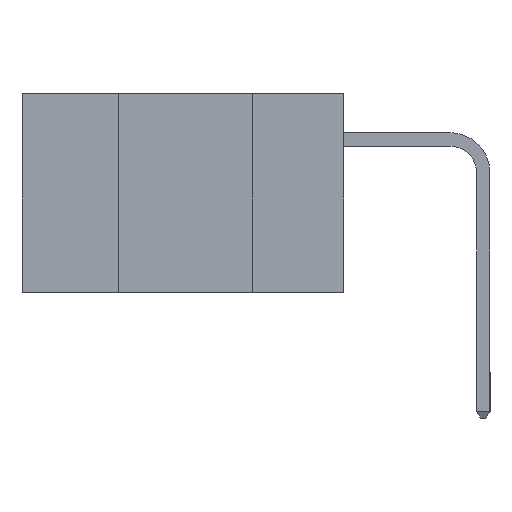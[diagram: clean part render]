
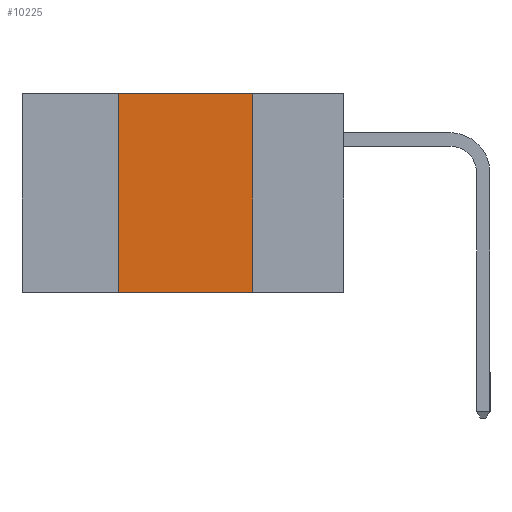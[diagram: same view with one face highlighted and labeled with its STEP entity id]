
A CAD part, left-side view. The second image highlights one B-rep face of the part: STEP entity #10225.
In plain terms, the highlighted planar face has unit normal (-1, 0, 0).
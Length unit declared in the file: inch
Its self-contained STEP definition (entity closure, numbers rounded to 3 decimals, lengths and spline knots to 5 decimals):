
#968 = CARTESIAN_POINT ( 'NONE',  ( 0., 0.6, 0. ) ) ;
#984 = CARTESIAN_POINT ( 'NONE',  ( 0., 0.6, 0. ) ) ;
#1367 = CARTESIAN_POINT ( 'NONE',  ( 0., 0.42, 0. ) ) ;
#1526 = VERTEX_POINT ( 'NONE', #8880 ) ;
#2574 = EDGE_CURVE ( 'NONE', #1526, #6751, #9521, .T. ) ;
#2606 = DIRECTION ( 'NONE',  ( 0., 0., -1. ) ) ;
#2746 = ORIENTED_EDGE ( 'NONE', *, *, #4778, .F. ) ;
#3080 = DIRECTION ( 'NONE',  ( 0., 0., -1. ) ) ;
#3136 = VECTOR ( 'NONE', #7557, 39.37008 ) ;
#3403 = EDGE_LOOP ( 'NONE', ( #8647, #2746, #9745, #8138 ) ) ;
#3484 = CARTESIAN_POINT ( 'NONE',  ( 0., 0.6, -0.37 ) ) ;
#3736 = VERTEX_POINT ( 'NONE', #1367 ) ;
#4011 = DIRECTION ( 'NONE',  ( 0., 0., 1. ) ) ;
#4274 = LINE ( 'NONE', #6412, #6163 ) ;
#4282 = DIRECTION ( 'NONE',  ( 1., 0., 0. ) ) ;
#4659 = FACE_OUTER_BOUND ( 'NONE', #3403, .T. ) ;
#4778 = EDGE_CURVE ( 'NONE', #3736, #1526, #5412, .T. ) ;
#4965 = VECTOR ( 'NONE', #3080, 39.37008 ) ;
#5412 = LINE ( 'NONE', #984, #10324 ) ;
#5667 = LINE ( 'NONE', #3484, #3136 ) ;
#6163 = VECTOR ( 'NONE', #4011, 39.37008 ) ;
#6412 = CARTESIAN_POINT ( 'NONE',  ( 0., 0.42, 0. ) ) ;
#6625 = DIRECTION ( 'NONE',  ( 0., -1., 0. ) ) ;
#6751 = VERTEX_POINT ( 'NONE', #7321 ) ;
#7212 = CARTESIAN_POINT ( 'NONE',  ( 0., 0.42, -0.37 ) ) ;
#7321 = CARTESIAN_POINT ( 'NONE',  ( 0., 0.17, -0.37 ) ) ;
#7468 = PLANE ( 'NONE',  #7637 ) ;
#7557 = DIRECTION ( 'NONE',  ( 0., -1., 0. ) ) ;
#7637 = AXIS2_PLACEMENT_3D ( 'NONE', #968, #4282, #2606 ) ;
#8066 = CARTESIAN_POINT ( 'NONE',  ( 0., 0.17, 0. ) ) ;
#8138 = ORIENTED_EDGE ( 'NONE', *, *, #9186, .T. ) ;
#8647 = ORIENTED_EDGE ( 'NONE', *, *, #2574, .F. ) ;
#8880 = CARTESIAN_POINT ( 'NONE',  ( 0., 0.17, 0. ) ) ;
#9186 = EDGE_CURVE ( 'NONE', #9941, #6751, #5667, .T. ) ;
#9392 = EDGE_CURVE ( 'NONE', #9941, #3736, #4274, .T. ) ;
#9521 = LINE ( 'NONE', #8066, #4965 ) ;
#9745 = ORIENTED_EDGE ( 'NONE', *, *, #9392, .F. ) ;
#9941 = VERTEX_POINT ( 'NONE', #7212 ) ;
#10225 = ADVANCED_FACE ( 'NONE', ( #4659 ), #7468, .F. ) ;
#10324 = VECTOR ( 'NONE', #6625, 39.37008 ) ;
